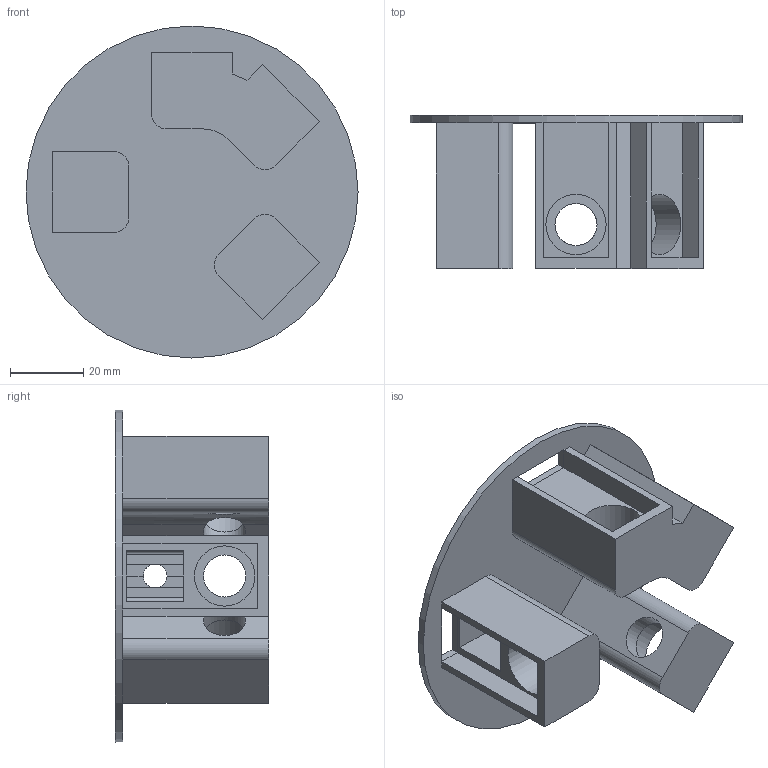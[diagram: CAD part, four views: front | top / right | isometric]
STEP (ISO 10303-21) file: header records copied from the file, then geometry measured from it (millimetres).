
FILE_DESCRIPTION(/* description */ (''),/* implementation_level */ '2;1');
FILE_NAME(/* name */ 'Teeth.step',/* time_stamp */ '2022-08-22T17:00:00+02:00',/* author */ (''),/* organization */ (''),/* preprocessor_version */ 'ST-DEVELOPER v19',/* originating_system */ 'Autodesk Translation Framework v11.7.0.108',/* authorisation */ '');
FILE_SCHEMA (('AUTOMOTIVE_DESIGN { 1 0 10303 214 3 1 1 }'));
Length unit declared in the file: millimetre
Products named in the file (4): teeth; Legsandbody (2); Legsandbody (3); Legsandbody (1)
Assembly tree (3 placements, depth 2):
  teeth
    Legsandbody (2)
    Legsandbody (3)
    Legsandbody (1)
Bounding box: 90.75 x 41.85 x 90.75 mm (x, y, z)
Volume: 54951.1 mm3; surface area: 33159.3 mm2
Topology: 4 solids, 4 shells, 86 faces, 227 edges, 151 vertices
Faces by surface type: plane 67, cylinder 19
Full cylindrical faces by diameter (mm): 6.5 x1, 11.5 x4, 16.5 x4, 90.75 x1
Entity records: 2821 total; most frequent: CARTESIAN_POINT 498, DIRECTION 456, ORIENTED_EDGE 454, EDGE_CURVE 227, LINE 180, VECTOR 180, VERTEX_POINT 151, AXIS2_PLACEMENT_3D 138
